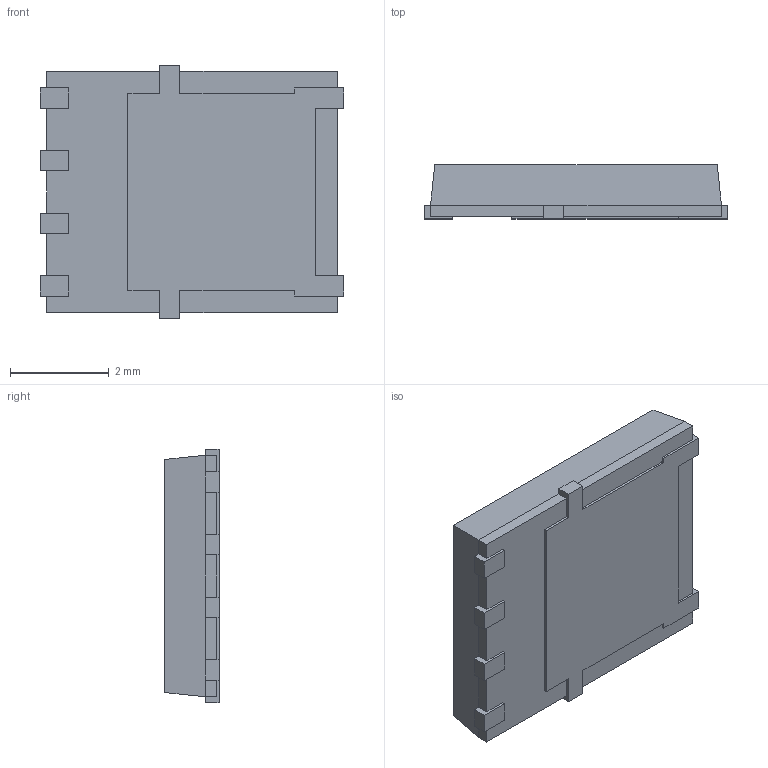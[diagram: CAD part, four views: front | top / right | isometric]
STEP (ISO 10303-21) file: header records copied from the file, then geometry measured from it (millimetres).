
FILE_DESCRIPTION (( 'STEP AP214' ), '1' );
FILE_NAME ('506EZ.STEP', '2024-04-19T15:57:32', ( 'LENOVO' ), ( '' ), 'SwSTEP 2.0', 'SolidWorks 2021', '' );
FILE_SCHEMA (( 'AUTOMOTIVE_DESIGN' ));
Length unit declared in the file: millimetre
Products named in the file (1): 506EZ
Bounding box: 6.15 x 1.1 x 5.15 mm (x, y, z)
Volume: 30.6 mm3; surface area: 126 mm2
Topology: 7 solids, 7 shells, 107 faces, 256 edges, 164 vertices
Faces by surface type: plane 103, cylinder 4
Entity records: 3106 total; most frequent: CARTESIAN_POINT 528, ORIENTED_EDGE 512, DIRECTION 480, EDGE_CURVE 256, VECTOR 248, LINE 248, VERTEX_POINT 164, AXIS2_PLACEMENT_3D 116
